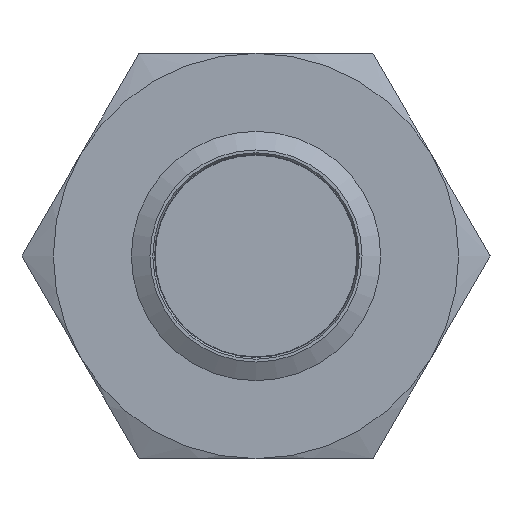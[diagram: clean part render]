
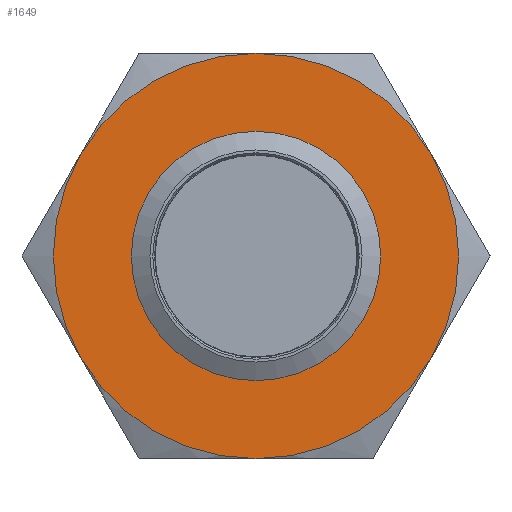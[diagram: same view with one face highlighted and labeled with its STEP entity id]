
A CAD part, left-side view. The second image highlights one B-rep face of the part: STEP entity #1649.
In plain terms, the highlighted planar face has unit normal (-1, 0, 0).
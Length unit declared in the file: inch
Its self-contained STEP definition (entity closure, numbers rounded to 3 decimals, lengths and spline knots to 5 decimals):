
#20 = VERTEX_POINT ( 'NONE', #278 ) ;
#64 = CIRCLE ( 'NONE', #1113, 0.25591 ) ;
#128 = AXIS2_PLACEMENT_3D ( 'NONE', #1180, #1801, #478 ) ;
#194 = ORIENTED_EDGE ( 'NONE', *, *, #459, .F. ) ;
#226 = DIRECTION ( 'NONE',  ( 0., 0., -1. ) ) ;
#278 = CARTESIAN_POINT ( 'NONE',  ( 0.3937, 0., -0.25591 ) ) ;
#280 = CIRCLE ( 'NONE', #1743, 0.25591 ) ;
#292 = CARTESIAN_POINT ( 'NONE',  ( 0.3937, 0.22162, -0.12795 ) ) ;
#329 = DIRECTION ( 'NONE',  ( 0., 0., 1. ) ) ;
#336 = AXIS2_PLACEMENT_3D ( 'NONE', #1725, #554, #1284 ) ;
#378 = CARTESIAN_POINT ( 'NONE',  ( 0.3937, -0.22162, -0.12795 ) ) ;
#410 = AXIS2_PLACEMENT_3D ( 'NONE', #471, #1477, #329 ) ;
#415 = VERTEX_POINT ( 'NONE', #292 ) ;
#434 = AXIS2_PLACEMENT_3D ( 'NONE', #1851, #828, #686 ) ;
#459 = EDGE_CURVE ( 'NONE', #1654, #20, #1072, .T. ) ;
#465 = ORIENTED_EDGE ( 'NONE', *, *, #1199, .F. ) ;
#471 = CARTESIAN_POINT ( 'NONE',  ( 0.3937, 0., 0. ) ) ;
#478 = DIRECTION ( 'NONE',  ( 0., 0., -1. ) ) ;
#502 = EDGE_CURVE ( 'NONE', #1527, #1527, #1475, .T. ) ;
#525 = CARTESIAN_POINT ( 'NONE',  ( 0.3937, 0., 0. ) ) ;
#541 = VERTEX_POINT ( 'NONE', #1783 ) ;
#554 = DIRECTION ( 'NONE',  ( 1., 0., 0. ) ) ;
#566 = CARTESIAN_POINT ( 'NONE',  ( 0.3937, 0., 0. ) ) ;
#623 = EDGE_CURVE ( 'NONE', #415, #541, #1367, .T. ) ;
#653 = EDGE_LOOP ( 'NONE', ( #658, #194, #465, #1279, #1421, #1003 ) ) ;
#658 = ORIENTED_EDGE ( 'NONE', *, *, #1744, .F. ) ;
#686 = DIRECTION ( 'NONE',  ( 0., 0., -1. ) ) ;
#828 = DIRECTION ( 'NONE',  ( 1., 0., 0. ) ) ;
#897 = CARTESIAN_POINT ( 'NONE',  ( 0.3937, 0., 0.15748 ) ) ;
#940 = DIRECTION ( 'NONE',  ( 0., 0., -1. ) ) ;
#964 = ORIENTED_EDGE ( 'NONE', *, *, #502, .F. ) ;
#967 = AXIS2_PLACEMENT_3D ( 'NONE', #1259, #1689, #940 ) ;
#1003 = ORIENTED_EDGE ( 'NONE', *, *, #623, .F. ) ;
#1037 = CARTESIAN_POINT ( 'NONE',  ( 0.3937, -0.22162, 0.12795 ) ) ;
#1072 = CIRCLE ( 'NONE', #128, 0.25591 ) ;
#1079 = EDGE_LOOP ( 'NONE', ( #964 ) ) ;
#1113 = AXIS2_PLACEMENT_3D ( 'NONE', #566, #1278, #1124 ) ;
#1124 = DIRECTION ( 'NONE',  ( 0., 0., -1. ) ) ;
#1132 = CIRCLE ( 'NONE', #336, 0.25591 ) ;
#1180 = CARTESIAN_POINT ( 'NONE',  ( 0.3937, 0., 0. ) ) ;
#1199 = EDGE_CURVE ( 'NONE', #1854, #1654, #64, .T. ) ;
#1244 = PLANE ( 'NONE',  #967 ) ;
#1251 = CARTESIAN_POINT ( 'NONE',  ( 0.3937, 0., 0.25591 ) ) ;
#1259 = CARTESIAN_POINT ( 'NONE',  ( 0.3937, 0., 0. ) ) ;
#1261 = EDGE_CURVE ( 'NONE', #1613, #1854, #1412, .T. ) ;
#1278 = DIRECTION ( 'NONE',  ( 1., 0., 0. ) ) ;
#1279 = ORIENTED_EDGE ( 'NONE', *, *, #1261, .F. ) ;
#1284 = DIRECTION ( 'NONE',  ( 0., 0., -1. ) ) ;
#1336 = CARTESIAN_POINT ( 'NONE',  ( 0.3937, 0., 0. ) ) ;
#1367 = CIRCLE ( 'NONE', #1376, 0.25591 ) ;
#1376 = AXIS2_PLACEMENT_3D ( 'NONE', #525, #1541, #226 ) ;
#1412 = CIRCLE ( 'NONE', #434, 0.25591 ) ;
#1421 = ORIENTED_EDGE ( 'NONE', *, *, #1430, .F. ) ;
#1430 = EDGE_CURVE ( 'NONE', #541, #1613, #280, .T. ) ;
#1461 = DIRECTION ( 'NONE',  ( 0., 0., -1. ) ) ;
#1475 = CIRCLE ( 'NONE', #410, 0.15748 ) ;
#1477 = DIRECTION ( 'NONE',  ( -1., 0., 0. ) ) ;
#1490 = DIRECTION ( 'NONE',  ( 1., 0., 0. ) ) ;
#1500 = FACE_BOUND ( 'NONE', #1079, .T. ) ;
#1527 = VERTEX_POINT ( 'NONE', #897 ) ;
#1541 = DIRECTION ( 'NONE',  ( 1., 0., 0. ) ) ;
#1602 = FACE_OUTER_BOUND ( 'NONE', #653, .T. ) ;
#1613 = VERTEX_POINT ( 'NONE', #1251 ) ;
#1649 = ADVANCED_FACE ( 'NONE', ( #1500, #1602 ), #1244, .F. ) ;
#1654 = VERTEX_POINT ( 'NONE', #378 ) ;
#1689 = DIRECTION ( 'NONE',  ( 1., 0., 0. ) ) ;
#1725 = CARTESIAN_POINT ( 'NONE',  ( 0.3937, 0., 0. ) ) ;
#1743 = AXIS2_PLACEMENT_3D ( 'NONE', #1336, #1490, #1461 ) ;
#1744 = EDGE_CURVE ( 'NONE', #20, #415, #1132, .T. ) ;
#1783 = CARTESIAN_POINT ( 'NONE',  ( 0.3937, 0.22162, 0.12795 ) ) ;
#1801 = DIRECTION ( 'NONE',  ( 1., 0., 0. ) ) ;
#1851 = CARTESIAN_POINT ( 'NONE',  ( 0.3937, 0., 0. ) ) ;
#1854 = VERTEX_POINT ( 'NONE', #1037 ) ;
